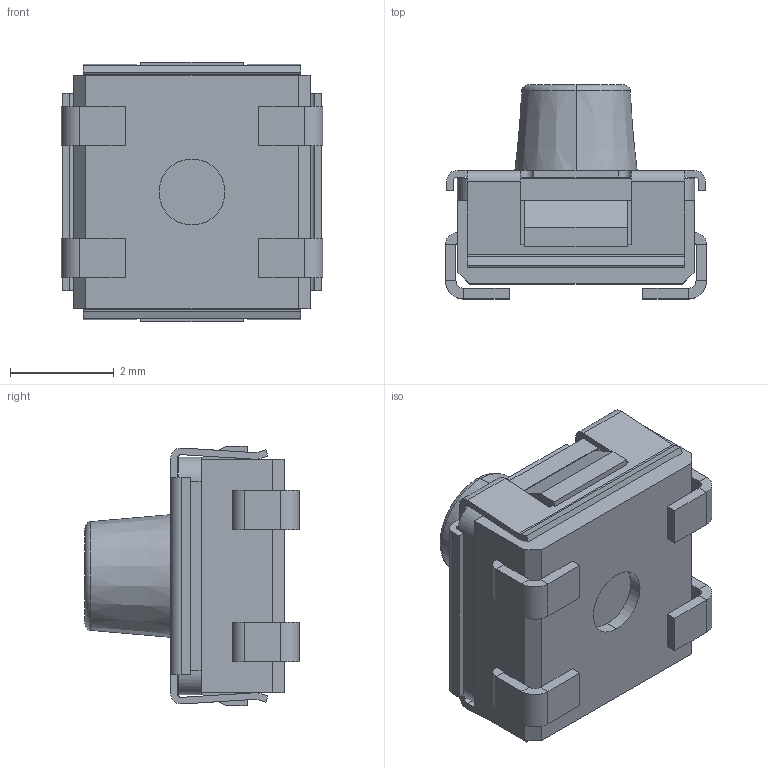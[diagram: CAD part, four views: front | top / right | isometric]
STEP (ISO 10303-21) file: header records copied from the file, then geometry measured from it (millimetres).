
FILE_DESCRIPTION((''),'2;1');
FILE_NAME('30791-40000-LID','2013-05-20T',('maxm'),('Bourns, Inc.'),'PRO/ENGINEER BY PARAMETRIC TECHNOLOGY CORPORATION, 2012230','PRO/ENGINEER BY PARAMETRIC TECHNOLOGY CORPORATION, 2012230','');
FILE_SCHEMA(('CONFIG_CONTROL_DESIGN'));
Length unit declared in the file: inch
Products named in the file (1): 30791-40000-LID
Bounding box: 5.03 x 4.12 x 5 mm (x, y, z)
Volume: 53.4 mm3; surface area: 177.1 mm2
Topology: 1 solids, 10 shells, 386 faces, 993 edges, 636 vertices
Faces by surface type: plane 317, cylinder 56, torus 9, cone 4
Entity records: 11596 total; most frequent: CARTESIAN_POINT 2052, ORIENTED_EDGE 1986, DIRECTION 1910, EDGE_CURVE 993, VECTOR 846, LINE 846, VERTEX_POINT 636, AXIS2_PLACEMENT_3D 532
